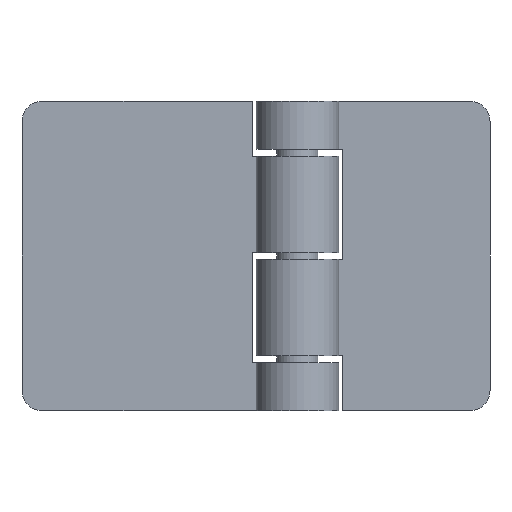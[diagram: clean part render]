
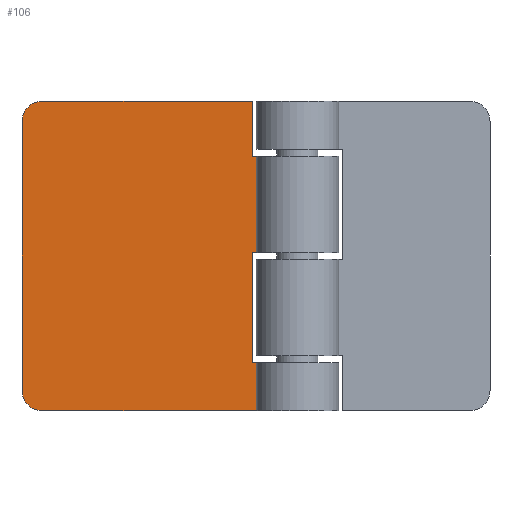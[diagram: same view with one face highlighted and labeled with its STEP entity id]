
A CAD part, front view. The second image highlights one B-rep face of the part: STEP entity #106.
In plain terms, the highlighted planar face has unit normal (0, -1, 0).
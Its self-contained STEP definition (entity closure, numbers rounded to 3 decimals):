
#106=ADVANCED_FACE('',(#230),#231,.T.);
#230=FACE_OUTER_BOUND('',#369,.T.);
#231=PLANE('',#370);
#369=EDGE_LOOP('',(#619,#620,#621,#622,#623,#624,#625,#626,#627,#628,#629,#630));
#370=AXIS2_PLACEMENT_3D('',#631,#632,#633);
#619=ORIENTED_EDGE('',*,*,#871,.F.);
#620=ORIENTED_EDGE('',*,*,#883,.F.);
#621=ORIENTED_EDGE('',*,*,#887,.F.);
#622=ORIENTED_EDGE('',*,*,#891,.F.);
#623=ORIENTED_EDGE('',*,*,#895,.F.);
#624=ORIENTED_EDGE('',*,*,#922,.T.);
#625=ORIENTED_EDGE('',*,*,#864,.F.);
#626=ORIENTED_EDGE('',*,*,#897,.F.);
#627=ORIENTED_EDGE('',*,*,#876,.F.);
#628=ORIENTED_EDGE('',*,*,#910,.T.);
#629=ORIENTED_EDGE('',*,*,#855,.T.);
#630=ORIENTED_EDGE('',*,*,#915,.T.);
#631=CARTESIAN_POINT('',(-25.0,1.0,11.5));
#632=DIRECTION('',(0.0,-1.0,0.0));
#633=DIRECTION('',(1.0,0.0,0.0));
#855=EDGE_CURVE('',#1026,#1024,#1027,.T.);
#864=EDGE_CURVE('',#1039,#1041,#1042,.T.);
#871=EDGE_CURVE('',#1051,#1052,#1053,.T.);
#876=EDGE_CURVE('',#1060,#1061,#1062,.T.);
#883=EDGE_CURVE('',#1071,#1051,#1073,.T.);
#887=EDGE_CURVE('',#1077,#1071,#1079,.T.);
#891=EDGE_CURVE('',#1083,#1077,#1085,.T.);
#895=EDGE_CURVE('',#1089,#1083,#1091,.T.);
#897=EDGE_CURVE('',#1061,#1039,#1093,.T.);
#910=EDGE_CURVE('',#1060,#1026,#1112,.T.);
#915=EDGE_CURVE('',#1024,#1052,#1119,.T.);
#922=EDGE_CURVE('',#1089,#1041,#1128,.T.);
#1024=VERTEX_POINT('',#1263);
#1026=VERTEX_POINT('',#1265);
#1027=LINE('',#1266,#1267);
#1039=VERTEX_POINT('',#1281);
#1041=VERTEX_POINT('',#1283);
#1042=LINE('',#1284,#1285);
#1051=VERTEX_POINT('',#1295);
#1052=VERTEX_POINT('',#1296);
#1053=LINE('',#1297,#1298);
#1060=VERTEX_POINT('',#1308);
#1061=VERTEX_POINT('',#1309);
#1062=LINE('',#1310,#1311);
#1071=VERTEX_POINT('',#1324);
#1073=LINE('',#1327,#1328);
#1077=VERTEX_POINT('',#1332);
#1079=CIRCLE('',#1335,3.0);
#1083=VERTEX_POINT('',#1340);
#1085=LINE('',#1343,#1344);
#1089=VERTEX_POINT('',#1348);
#1091=CIRCLE('',#1351,3.0);
#1093=LINE('',#1353,#1354);
#1112=LINE('',#1376,#1377);
#1119=LINE('',#1385,#1386);
#1128=LINE('',#1397,#1398);
#1263=CARTESIAN_POINT('',(-5.916,1.0,14.5));
#1265=CARTESIAN_POINT('',(-5.916,1.0,0.5));
#1266=CARTESIAN_POINT('',(-5.916,1.0,0.5));
#1267=VECTOR('',#1558,14.0);
#1281=CARTESIAN_POINT('',(-5.916,1.,-15.5));
#1283=CARTESIAN_POINT('',(-5.916,1.,-22.5));
#1284=CARTESIAN_POINT('',(-5.916,1.,-15.5));
#1285=VECTOR('',#1573,7.0);
#1295=CARTESIAN_POINT('',(-6.5,1.,22.5));
#1296=CARTESIAN_POINT('',(-6.5,1.0,14.5));
#1297=CARTESIAN_POINT('',(-6.5,1.,22.5));
#1298=VECTOR('',#1584,8.0);
#1308=CARTESIAN_POINT('',(-6.5,1.0,0.5));
#1309=CARTESIAN_POINT('',(-6.5,1.,-15.5));
#1310=CARTESIAN_POINT('',(-6.5,1.0,0.5));
#1311=VECTOR('',#1588,16.0);
#1324=CARTESIAN_POINT('',(-37.0,1.,22.5));
#1327=CARTESIAN_POINT('',(-37.0,1.,22.5));
#1328=VECTOR('',#1594,30.5);
#1332=CARTESIAN_POINT('',(-40.0,1.0,19.5));
#1335=AXIS2_PLACEMENT_3D('',#1599,#1600,#1601);
#1340=CARTESIAN_POINT('',(-40.0,1.,-19.5));
#1343=CARTESIAN_POINT('',(-40.0,1.,-19.5));
#1344=VECTOR('',#1604,39.0);
#1348=CARTESIAN_POINT('',(-37.0,1.,-22.5));
#1351=AXIS2_PLACEMENT_3D('',#1609,#1610,#1611);
#1353=CARTESIAN_POINT('',(-6.5,1.,-15.5));
#1354=VECTOR('',#1612,0.584);
#1376=CARTESIAN_POINT('',(-6.5,1.0,0.5));
#1377=VECTOR('',#1634,0.584);
#1385=CARTESIAN_POINT('',(-5.916,1.0,14.5));
#1386=VECTOR('',#1642,0.584);
#1397=CARTESIAN_POINT('',(-37.0,1.,-22.5));
#1398=VECTOR('',#1651,31.084);
#1558=DIRECTION('',(0.0,0.0,1.0));
#1573=DIRECTION('',(0.0,0.0,-1.0));
#1584=DIRECTION('',(0.0,0.0,-1.0));
#1588=DIRECTION('',(0.0,0.0,-1.0));
#1594=DIRECTION('',(1.0,0.0,0.0));
#1599=CARTESIAN_POINT('',(-37.0,1.0,19.5));
#1600=DIRECTION('',(0.0,1.0,0.0));
#1601=DIRECTION('',(-1.0,0.0,0.0));
#1604=DIRECTION('',(0.0,0.0,1.0));
#1609=CARTESIAN_POINT('',(-37.0,1.,-19.5));
#1610=DIRECTION('',(0.0,1.0,0.0));
#1611=DIRECTION('',(0.0,0.0,-1.0));
#1612=DIRECTION('',(1.0,0.0,0.0));
#1634=DIRECTION('',(1.0,0.0,0.0));
#1642=DIRECTION('',(-1.0,0.0,0.0));
#1651=DIRECTION('',(1.0,0.0,0.0));
